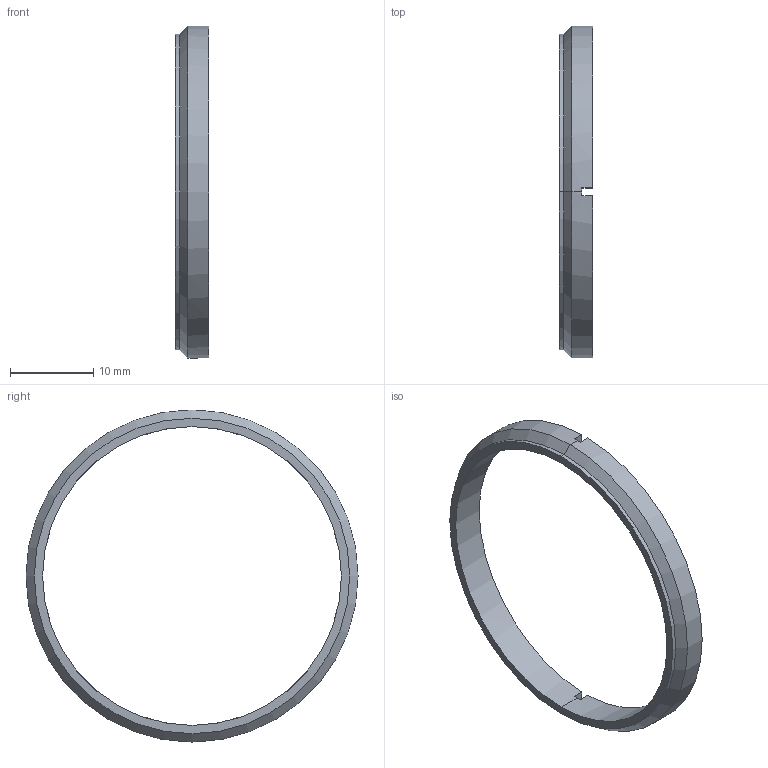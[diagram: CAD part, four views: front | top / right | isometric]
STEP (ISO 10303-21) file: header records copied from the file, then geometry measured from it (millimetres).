
FILE_DESCRIPTION (( 'STEP AP214' ), '1' );
FILE_NAME ('ÊÐÏÃ.711543.012 - Êîëüöî ðåçüáîâîå.STEP', '2024-11-18T13:31:51', ( '' ), ( '' ), 'SwSTEP 2.0', 'SolidWorks 2023', '' );
FILE_SCHEMA (( 'AUTOMOTIVE_DESIGN' ));
Length unit declared in the file: millimetre
Products named in the file (1): КРПГ.711543.012 - Кольцо резьбовое
Bounding box: 4 x 40 x 40 mm (x, y, z)
Volume: 826.8 mm3; surface area: 1359.7 mm2
Topology: 1 solids, 1 shells, 17 faces, 44 edges, 28 vertices
Faces by surface type: plane 9, cylinder 6, cone 2
Entity records: 575 total; most frequent: DIRECTION 100, CARTESIAN_POINT 90, ORIENTED_EDGE 88, EDGE_CURVE 44, AXIS2_PLACEMENT_3D 38, VERTEX_POINT 28, LINE 24, VECTOR 24
